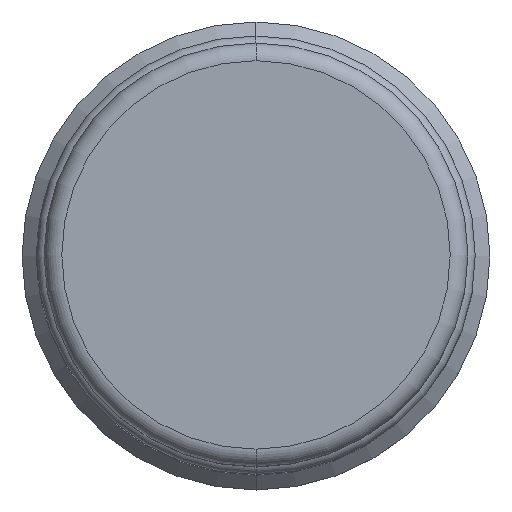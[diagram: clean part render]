
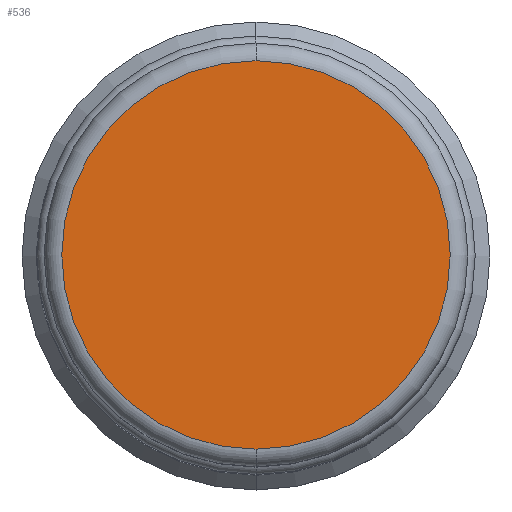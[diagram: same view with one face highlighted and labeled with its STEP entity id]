
A CAD part, top view. The second image highlights one B-rep face of the part: STEP entity #536.
In plain terms, the highlighted planar face has unit normal (0, 0, 1).
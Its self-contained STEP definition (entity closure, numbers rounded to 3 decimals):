
#277=CARTESIAN_POINT('',(0.,0.,5.));
#278=DIRECTION('',(0.,0.,-1.));
#279=DIRECTION('',(0.,1.,0.));
#280=AXIS2_PLACEMENT_3D('',#277,#278,#279);
#285=CARTESIAN_POINT('',(0.,0.,5.));
#286=DIRECTION('',(0.,0.,-1.));
#287=DIRECTION('',(0.,-1.,0.));
#288=AXIS2_PLACEMENT_3D('',#285,#286,#287);
#313=CARTESIAN_POINT('',(0.,-6.6,5.));
#314=VERTEX_POINT('',#313);
#315=CARTESIAN_POINT('',(0.,6.6,5.));
#316=VERTEX_POINT('',#315);
#527=CARTESIAN_POINT('',(0.,0.,5.));
#528=DIRECTION('',(0.,0.,-1.));
#529=DIRECTION('',(0.,-1.,0.));
#530=AXIS2_PLACEMENT_3D('',#527,#528,#529);
#531=PLANE('',#530);
#532=ORIENTED_EDGE('',*,*,#492,.T.);
#533=ORIENTED_EDGE('',*,*,#515,.T.);
#534=EDGE_LOOP('',(#532,#533));
#535=FACE_OUTER_BOUND('',#534,.F.);
#281=CIRCLE('',#280,6.6);
#289=CIRCLE('',#288,6.6);
#492=EDGE_CURVE('',#316,#314,#281,.T.);
#515=EDGE_CURVE('',#314,#316,#289,.T.);
#536=ADVANCED_FACE('',(#535),#531,.F.);
